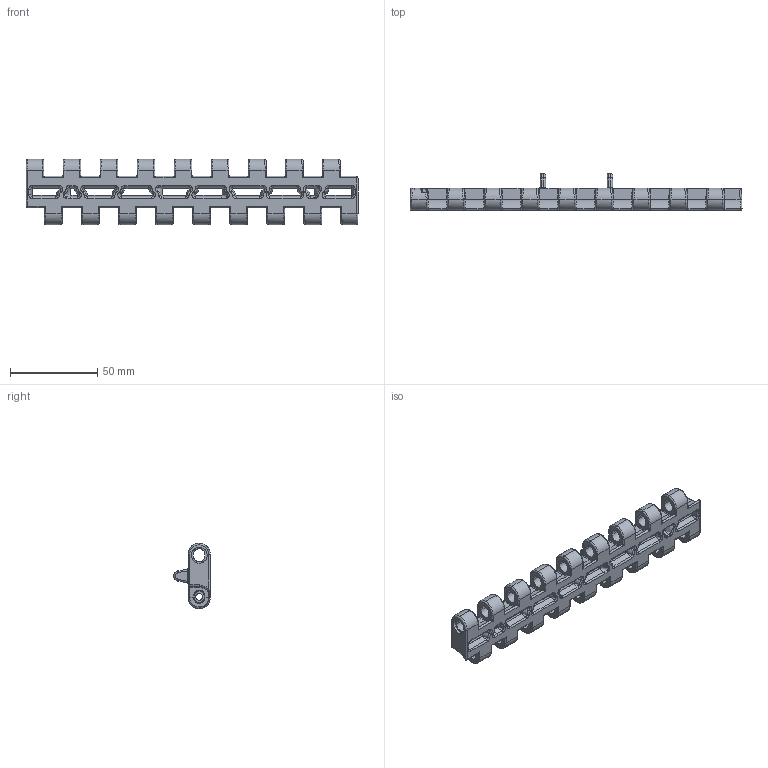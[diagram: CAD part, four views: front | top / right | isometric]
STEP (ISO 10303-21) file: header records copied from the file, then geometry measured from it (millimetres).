
FILE_DESCRIPTION (( 'STEP AP214' ), '1' );
FILE_NAME ('LF9255MV.0224P2.STEP', '2021-03-12T08:49:20', ( '' ), ( '' ), 'SwSTEP 2.0', 'SolidWorks 2019', '' );
FILE_SCHEMA (( 'AUTOMOTIVE_DESIGN' ));
Products named in the file (1): LF9255MV.0224P2
Bounding box: 190.37 x 21 x 37.5 mm (x, y, z)
Volume: 37601.3 mm3; surface area: 24313.6 mm2
Topology: 1 solids, 2 shells, 1657 faces, 4186 edges, 2378 vertices
Faces by surface type: bspline 653, cylinder 554, plane 301, torus 107, cone 35, sphere 7
Entity records: 74894 total; most frequent: CARTESIAN_POINT 42324, ORIENTED_EDGE 8128, DIRECTION 5262, EDGE_CURVE 4064, VERTEX_POINT 2378, AXIS2_PLACEMENT_3D 2041, EDGE_LOOP 1680, FACE_OUTER_BOUND 1657
